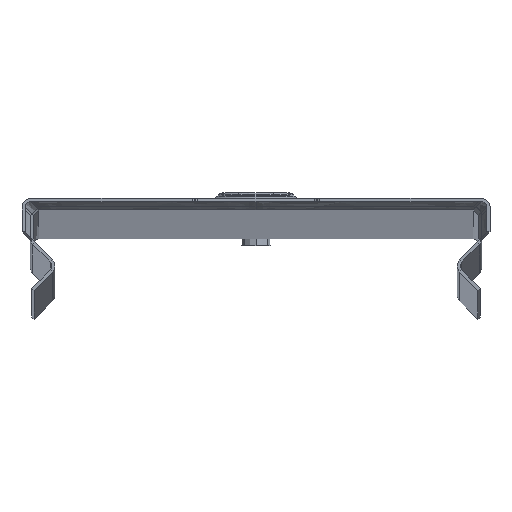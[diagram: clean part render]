
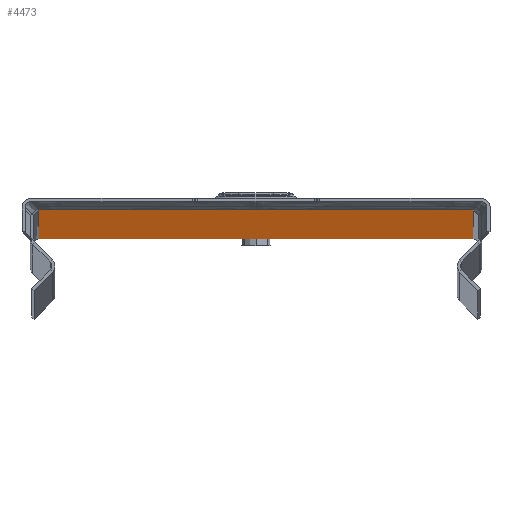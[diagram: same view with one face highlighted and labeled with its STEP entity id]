
A CAD part, top view. The second image highlights one B-rep face of the part: STEP entity #4473.
In plain terms, the highlighted planar face has unit normal (0, -1, 0).
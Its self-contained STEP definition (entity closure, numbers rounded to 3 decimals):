
#24 = EDGE_CURVE ( 'NONE', #6099, #5667, #3901, .T. ) ;
#45 = ORIENTED_EDGE ( 'NONE', *, *, #5403, .T. ) ;
#82 = ORIENTED_EDGE ( 'NONE', *, *, #1944, .T. ) ;
#123 = FACE_BOUND ( 'NONE', #5247, .T. ) ;
#126 = FACE_OUTER_BOUND ( 'NONE', #5217, .T. ) ;
#131 = CARTESIAN_POINT ( 'NONE',  ( -11.414, 0., -2968.5 ) ) ;
#135 = AXIS2_PLACEMENT_3D ( 'NONE', #1553, #1642, #1417 ) ;
#163 = DIRECTION ( 'NONE',  ( 0., 0., -1. ) ) ;
#169 = DIRECTION ( 'NONE',  ( 0., -1., 0. ) ) ;
#178 = EDGE_CURVE ( 'NONE', #6099, #4065, #3825, .T. ) ;
#242 = DIRECTION ( 'NONE',  ( 1., 0., 0. ) ) ;
#263 = CARTESIAN_POINT ( 'NONE',  ( 40., 0., 0. ) ) ;
#370 = EDGE_CURVE ( 'NONE', #4065, #5526, #3687, .T. ) ;
#452 = CIRCLE ( 'NONE', #761, 7.3 ) ;
#482 = CARTESIAN_POINT ( 'NONE',  ( -11.061, 0., -2968.854 ) ) ;
#517 = CARTESIAN_POINT ( 'NONE',  ( 39., 0., 0. ) ) ;
#518 = ORIENTED_EDGE ( 'NONE', *, *, #370, .T. ) ;
#586 = EDGE_CURVE ( 'NONE', #5526, #3242, #3517, .T. ) ;
#734 = ORIENTED_EDGE ( 'NONE', *, *, #4739, .T. ) ;
#754 = DIRECTION ( 'NONE',  ( 1., 0., 0. ) ) ;
#761 = AXIS2_PLACEMENT_3D ( 'NONE', #1615, #1608, #1589 ) ;
#762 = CARTESIAN_POINT ( 'NONE',  ( 40., 0., -2969. ) ) ;
#825 = EDGE_CURVE ( 'NONE', #3242, #3335, #3429, .T. ) ;
#884 = CARTESIAN_POINT ( 'NONE',  ( -39., 0., 0. ) ) ;
#935 = EDGE_CURVE ( 'NONE', #3335, #4296, #3317, .T. ) ;
#953 = ORIENTED_EDGE ( 'NONE', *, *, #2717, .T. ) ;
#1063 = DIRECTION ( 'NONE',  ( 1., 0., 0. ) ) ;
#1077 = CARTESIAN_POINT ( 'NONE',  ( -39., 0., 0. ) ) ;
#1096 = EDGE_CURVE ( 'NONE', #4296, #3420, #3234, .T. ) ;
#1160 = LINE ( 'NONE', #3015, #3375 ) ;
#1164 = CARTESIAN_POINT ( 'NONE',  ( 11.414, 0., -2969. ) ) ;
#1193 = CARTESIAN_POINT ( 'NONE',  ( -39., 0., -2969. ) ) ;
#1417 = DIRECTION ( 'NONE',  ( -1., 0., 0. ) ) ;
#1512 = DIRECTION ( 'NONE',  ( 0., 0., 1. ) ) ;
#1527 = VERTEX_POINT ( 'NONE', #1164 ) ;
#1553 = CARTESIAN_POINT ( 'NONE',  ( 0., 0., -2955. ) ) ;
#1589 = DIRECTION ( 'NONE',  ( -1., 0., 0. ) ) ;
#1608 = DIRECTION ( 'NONE',  ( 0., 1., 0. ) ) ;
#1615 = CARTESIAN_POINT ( 'NONE',  ( 0., 0., -2955. ) ) ;
#1638 = CARTESIAN_POINT ( 'NONE',  ( -7.3, 0., -2955. ) ) ;
#1642 = DIRECTION ( 'NONE',  ( 0., 1., 0. ) ) ;
#1680 = AXIS2_PLACEMENT_3D ( 'NONE', #2425, #2419, #2415 ) ;
#1846 = CIRCLE ( 'NONE', #3564, 0.5 ) ;
#1849 = EDGE_CURVE ( 'NONE', #3420, #4497, #2846, .T. ) ;
#1944 = EDGE_CURVE ( 'NONE', #3497, #5411, #2714, .T. ) ;
#2025 = EDGE_CURVE ( 'NONE', #4926, #4789, #2616, .T. ) ;
#2044 = CARTESIAN_POINT ( 'NONE',  ( 0., 0., 0. ) ) ;
#2064 = AXIS2_PLACEMENT_3D ( 'NONE', #3981, #3962, #3938 ) ;
#2112 = VECTOR ( 'NONE', #1063, 1000. ) ;
#2123 = LINE ( 'NONE', #1077, #2112 ) ;
#2313 = AXIS2_PLACEMENT_3D ( 'NONE', #131, #169, #163 ) ;
#2367 = DIRECTION ( 'NONE',  ( 0., 0., 1. ) ) ;
#2382 = CARTESIAN_POINT ( 'NONE',  ( 39., 0., -2969. ) ) ;
#2415 = DIRECTION ( 'NONE',  ( 0., 0., 1. ) ) ;
#2419 = DIRECTION ( 'NONE',  ( 0., 1., 0. ) ) ;
#2425 = CARTESIAN_POINT ( 'NONE',  ( 10.5, 0., -2969. ) ) ;
#2502 = EDGE_CURVE ( 'NONE', #4592, #4789, #2123, .T. ) ;
#2608 = VECTOR ( 'NONE', #2367, 1000. ) ;
#2610 = AXIS2_PLACEMENT_3D ( 'NONE', #4040, #4202, #3982 ) ;
#2616 = LINE ( 'NONE', #2382, #2608 ) ;
#2714 = CIRCLE ( 'NONE', #135, 7.3 ) ;
#2717 = EDGE_CURVE ( 'NONE', #4497, #1527, #1846, .T. ) ;
#2722 = CARTESIAN_POINT ( 'NONE',  ( -11.414, 0., -2969. ) ) ;
#2725 = CARTESIAN_POINT ( 'NONE',  ( -39., 0., -2969. ) ) ;
#2799 = VECTOR ( 'NONE', #5365, 1000. ) ;
#2825 = ORIENTED_EDGE ( 'NONE', *, *, #178, .T. ) ;
#2846 = LINE ( 'NONE', #5433, #2799 ) ;
#3015 = CARTESIAN_POINT ( 'NONE',  ( 40., 0., -2969. ) ) ;
#3188 = CARTESIAN_POINT ( 'NONE',  ( 10.5, 0., -2968.5 ) ) ;
#3234 = CIRCLE ( 'NONE', #1680, 0.5 ) ;
#3242 = VERTEX_POINT ( 'NONE', #5416 ) ;
#3257 = ORIENTED_EDGE ( 'NONE', *, *, #2025, .T. ) ;
#3295 = VECTOR ( 'NONE', #3417, 1000. ) ;
#3317 = LINE ( 'NONE', #3442, #3295 ) ;
#3335 = VERTEX_POINT ( 'NONE', #5989 ) ;
#3375 = VECTOR ( 'NONE', #4038, 1000. ) ;
#3417 = DIRECTION ( 'NONE',  ( 1., 0., 0. ) ) ;
#3420 = VERTEX_POINT ( 'NONE', #3642 ) ;
#3429 = CIRCLE ( 'NONE', #2064, 0.5 ) ;
#3442 = CARTESIAN_POINT ( 'NONE',  ( 40., 0., -2968.5 ) ) ;
#3443 = CARTESIAN_POINT ( 'NONE',  ( 11.061, 0., -2968.854 ) ) ;
#3497 = VERTEX_POINT ( 'NONE', #5629 ) ;
#3515 = VECTOR ( 'NONE', #5372, 1000. ) ;
#3517 = LINE ( 'NONE', #5388, #3515 ) ;
#3564 = AXIS2_PLACEMENT_3D ( 'NONE', #4013, #4009, #4004 ) ;
#3595 = ORIENTED_EDGE ( 'NONE', *, *, #5566, .F. ) ;
#3642 = CARTESIAN_POINT ( 'NONE',  ( 10.854, 0., -2968.646 ) ) ;
#3687 = CIRCLE ( 'NONE', #2313, 0.5 ) ;
#3798 = VECTOR ( 'NONE', #754, 1000. ) ;
#3825 = LINE ( 'NONE', #762, #3798 ) ;
#3895 = VECTOR ( 'NONE', #1512, 1000. ) ;
#3901 = LINE ( 'NONE', #1193, #3895 ) ;
#3938 = DIRECTION ( 'NONE',  ( 0., 0., 1. ) ) ;
#3962 = DIRECTION ( 'NONE',  ( 0., 1., 0. ) ) ;
#3981 = CARTESIAN_POINT ( 'NONE',  ( -10.5, 0., -2969. ) ) ;
#3982 = DIRECTION ( 'NONE',  ( 0., 0., -1. ) ) ;
#4004 = DIRECTION ( 'NONE',  ( 0., 0., -1. ) ) ;
#4009 = DIRECTION ( 'NONE',  ( 0., -1., 0. ) ) ;
#4013 = CARTESIAN_POINT ( 'NONE',  ( 11.414, 0., -2968.5 ) ) ;
#4038 = DIRECTION ( 'NONE',  ( 1., 0., 0. ) ) ;
#4040 = CARTESIAN_POINT ( 'NONE',  ( 40., 0., -2969. ) ) ;
#4065 = VERTEX_POINT ( 'NONE', #2722 ) ;
#4082 = PLANE ( 'NONE',  #2610 ) ;
#4137 = ORIENTED_EDGE ( 'NONE', *, *, #586, .T. ) ;
#4197 = ORIENTED_EDGE ( 'NONE', *, *, #1849, .T. ) ;
#4198 = VECTOR ( 'NONE', #242, 1000. ) ;
#4202 = DIRECTION ( 'NONE',  ( 0., -1., 0. ) ) ;
#4262 = ORIENTED_EDGE ( 'NONE', *, *, #935, .T. ) ;
#4296 = VERTEX_POINT ( 'NONE', #3188 ) ;
#4473 = ADVANCED_FACE ( 'NONE', ( #123, #126 ), #4082, .T. ) ;
#4497 = VERTEX_POINT ( 'NONE', #3443 ) ;
#4563 = ORIENTED_EDGE ( 'NONE', *, *, #2502, .F. ) ;
#4592 = VERTEX_POINT ( 'NONE', #2044 ) ;
#4739 = EDGE_CURVE ( 'NONE', #1527, #4926, #1160, .T. ) ;
#4789 = VERTEX_POINT ( 'NONE', #517 ) ;
#4856 = LINE ( 'NONE', #263, #4198 ) ;
#4926 = VERTEX_POINT ( 'NONE', #5179 ) ;
#5014 = ORIENTED_EDGE ( 'NONE', *, *, #1096, .T. ) ;
#5179 = CARTESIAN_POINT ( 'NONE',  ( 39., 0., -2969. ) ) ;
#5217 = EDGE_LOOP ( 'NONE', ( #4197, #953, #734, #3257, #4563, #3595, #5788, #2825, #518, #4137, #5533, #4262, #5014 ) ) ;
#5247 = EDGE_LOOP ( 'NONE', ( #45, #82 ) ) ;
#5365 = DIRECTION ( 'NONE',  ( 0.707, 0., -0.707 ) ) ;
#5372 = DIRECTION ( 'NONE',  ( 0.707, 0., 0.707 ) ) ;
#5388 = CARTESIAN_POINT ( 'NONE',  ( -11.207, 0., -2969. ) ) ;
#5403 = EDGE_CURVE ( 'NONE', #5411, #3497, #452, .T. ) ;
#5411 = VERTEX_POINT ( 'NONE', #1638 ) ;
#5416 = CARTESIAN_POINT ( 'NONE',  ( -10.854, 0., -2968.646 ) ) ;
#5433 = CARTESIAN_POINT ( 'NONE',  ( 11.207, 0., -2969. ) ) ;
#5526 = VERTEX_POINT ( 'NONE', #482 ) ;
#5533 = ORIENTED_EDGE ( 'NONE', *, *, #825, .T. ) ;
#5566 = EDGE_CURVE ( 'NONE', #5667, #4592, #4856, .T. ) ;
#5629 = CARTESIAN_POINT ( 'NONE',  ( 7.3, 0., -2955. ) ) ;
#5667 = VERTEX_POINT ( 'NONE', #884 ) ;
#5788 = ORIENTED_EDGE ( 'NONE', *, *, #24, .F. ) ;
#5989 = CARTESIAN_POINT ( 'NONE',  ( -10.5, 0., -2968.5 ) ) ;
#6099 = VERTEX_POINT ( 'NONE', #2725 ) ;
